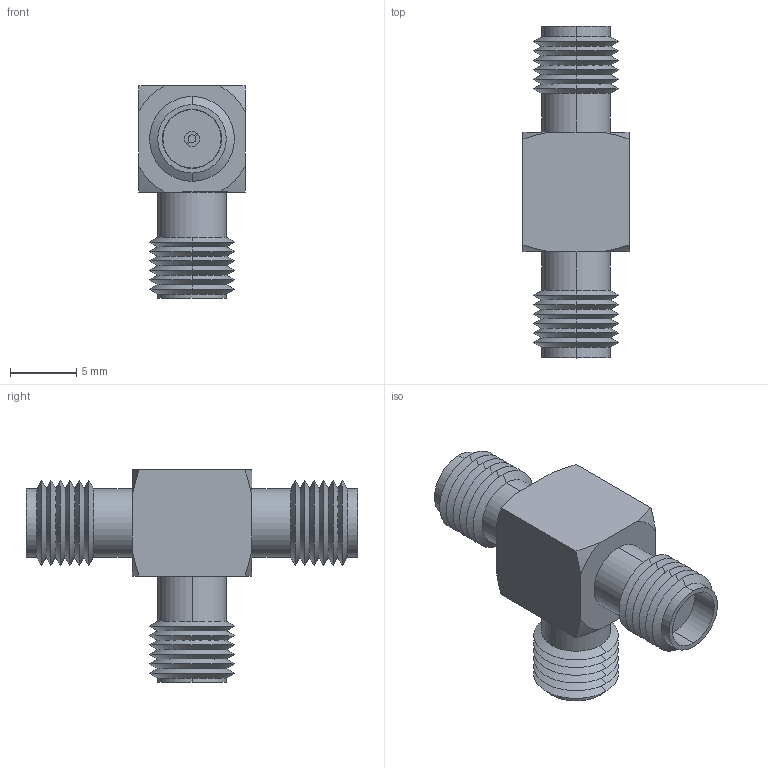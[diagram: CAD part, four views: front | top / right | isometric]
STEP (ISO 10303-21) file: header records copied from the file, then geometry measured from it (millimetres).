
FILE_DESCRIPTION (( 'STEP AP203' ), '1' );
FILE_NAME ('BA18.STEP', '2006-06-30T20:18:34', ( ' ' ), ( ' ' ), 'SwSTEP 2.0', 'SolidWorks 2005354', '' );
FILE_SCHEMA (( 'CONFIG_CONTROL_DESIGN' ));
Length unit declared in the file: inch
Products named in the file (1): BA18
Bounding box: 8 x 24.99 x 16 mm (x, y, z)
Volume: 1045.9 mm3; surface area: 1395.2 mm2
Topology: 1 solids, 1 shells, 158 faces, 349 edges, 208 vertices
Faces by surface type: cone 72, cylinder 39, plane 39, torus 8
Entity records: 4444 total; most frequent: DIRECTION 807, CARTESIAN_POINT 796, ORIENTED_EDGE 698, EDGE_CURVE 349, AXIS2_PLACEMENT_3D 315, VERTEX_POINT 208, VECTOR 177, LINE 177
